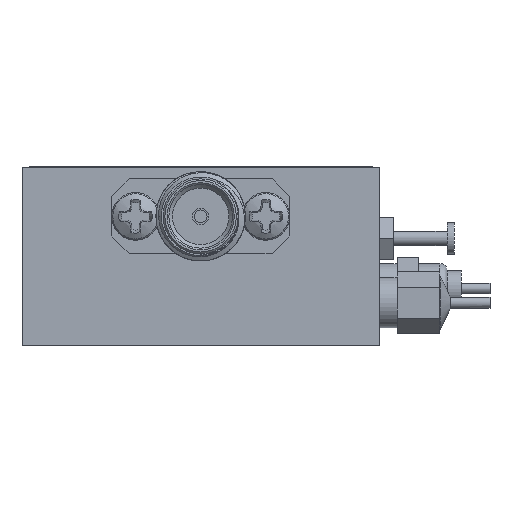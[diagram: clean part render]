
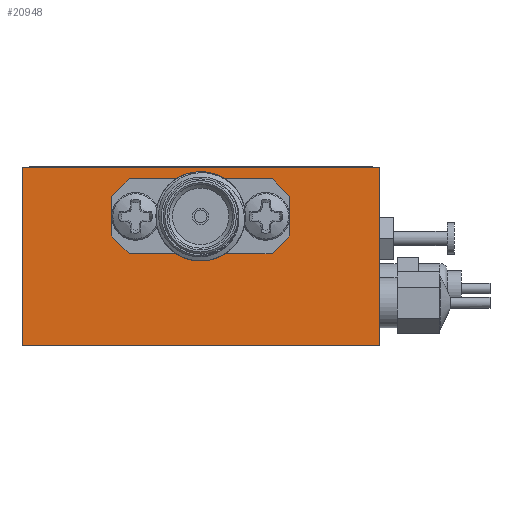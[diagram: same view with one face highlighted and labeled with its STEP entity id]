
A CAD part, left-side view. The second image highlights one B-rep face of the part: STEP entity #20948.
In plain terms, the highlighted planar face has unit normal (-1, 0, 0).
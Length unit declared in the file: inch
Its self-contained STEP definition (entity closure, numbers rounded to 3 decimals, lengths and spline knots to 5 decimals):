
#542 = VECTOR ( 'NONE', #68339, 39.37008 ) ;
#959 = PLANE ( 'NONE',  #21526 ) ;
#3940 = CARTESIAN_POINT ( 'NONE',  ( -0.5, 0.5, 0.25 ) ) ;
#5146 = VERTEX_POINT ( 'NONE', #10302 ) ;
#5727 = LINE ( 'NONE', #3940, #82653 ) ;
#8144 = VECTOR ( 'NONE', #97597, 39.37008 ) ;
#10302 = CARTESIAN_POINT ( 'NONE',  ( -0.5, -0.5, 0.25 ) ) ;
#10991 = FACE_OUTER_BOUND ( 'NONE', #93310, .T. ) ;
#16743 = ORIENTED_EDGE ( 'NONE', *, *, #95928, .F. ) ;
#20948 = ADVANCED_FACE ( 'NONE', ( #10991 ), #959, .F. ) ;
#21526 = AXIS2_PLACEMENT_3D ( 'NONE', #56459, #32535, #96974 ) ;
#30427 = CARTESIAN_POINT ( 'NONE',  ( -0.5, -0.5, 0.25 ) ) ;
#30487 = CARTESIAN_POINT ( 'NONE',  ( -0.5, -0.5, -0.25 ) ) ;
#31104 = EDGE_CURVE ( 'NONE', #69176, #42640, #53937, .T. ) ;
#32535 = DIRECTION ( 'NONE',  ( 1., 0., 0. ) ) ;
#35849 = DIRECTION ( 'NONE',  ( 0., 0., -1. ) ) ;
#36862 = ORIENTED_EDGE ( 'NONE', *, *, #64741, .T. ) ;
#42640 = VERTEX_POINT ( 'NONE', #30487 ) ;
#50944 = CARTESIAN_POINT ( 'NONE',  ( -0.5, -0.5, -0.25 ) ) ;
#53937 = LINE ( 'NONE', #50944, #542 ) ;
#56016 = CARTESIAN_POINT ( 'NONE',  ( -0.5, 0.5, -0.25 ) ) ;
#56297 = ORIENTED_EDGE ( 'NONE', *, *, #31104, .T. ) ;
#56459 = CARTESIAN_POINT ( 'NONE',  ( -0.5, -0.5, 0.25 ) ) ;
#58581 = ORIENTED_EDGE ( 'NONE', *, *, #102293, .F. ) ;
#64741 = EDGE_CURVE ( 'NONE', #84600, #69176, #5727, .T. ) ;
#68339 = DIRECTION ( 'NONE',  ( 0., -1., 0. ) ) ;
#69176 = VERTEX_POINT ( 'NONE', #56016 ) ;
#82653 = VECTOR ( 'NONE', #35849, 39.37008 ) ;
#83960 = LINE ( 'NONE', #97266, #8144 ) ;
#84600 = VERTEX_POINT ( 'NONE', #91353 ) ;
#91353 = CARTESIAN_POINT ( 'NONE',  ( -0.5, 0.5, 0.25 ) ) ;
#93310 = EDGE_LOOP ( 'NONE', ( #56297, #16743, #58581, #36862 ) ) ;
#93863 = DIRECTION ( 'NONE',  ( 0., 0., -1. ) ) ;
#95928 = EDGE_CURVE ( 'NONE', #5146, #42640, #98370, .T. ) ;
#96974 = DIRECTION ( 'NONE',  ( 0., 0., -1. ) ) ;
#97266 = CARTESIAN_POINT ( 'NONE',  ( -0.5, -0.5, 0.25 ) ) ;
#97597 = DIRECTION ( 'NONE',  ( 0., -1., 0. ) ) ;
#98370 = LINE ( 'NONE', #30427, #100865 ) ;
#100865 = VECTOR ( 'NONE', #93863, 39.37008 ) ;
#102293 = EDGE_CURVE ( 'NONE', #84600, #5146, #83960, .T. ) ;
